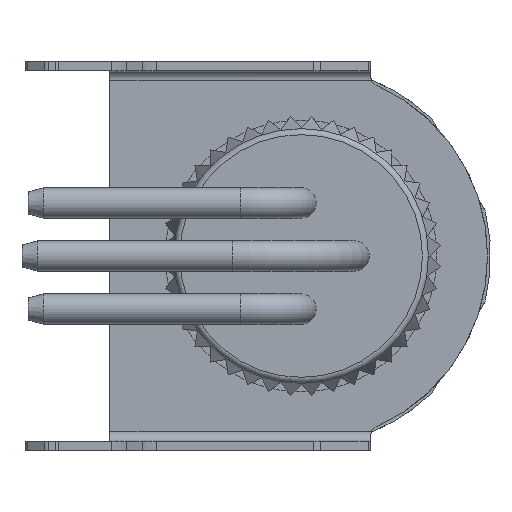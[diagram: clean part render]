
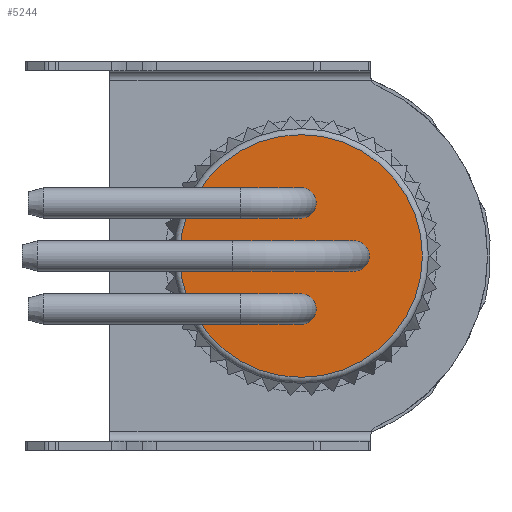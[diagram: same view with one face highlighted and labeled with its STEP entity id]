
A CAD part, front view. The second image highlights one B-rep face of the part: STEP entity #5244.
In plain terms, the highlighted planar face has unit normal (0, -1, 0).
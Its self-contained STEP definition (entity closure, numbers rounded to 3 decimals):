
#331=PLANE('',#6472);
#972=EDGE_LOOP('',(#3239));
#973=EDGE_LOOP('',(#3240));
#974=EDGE_LOOP('',(#3241));
#975=EDGE_LOOP('',(#3242));
#3239=ORIENTED_EDGE('',*,*,#4555,.T.);
#3240=ORIENTED_EDGE('',*,*,#4554,.T.);
#3241=ORIENTED_EDGE('',*,*,#4553,.T.);
#3242=ORIENTED_EDGE('',*,*,#4556,.F.);
#4553=EDGE_CURVE('',#5922,#5922,#5018,.T.);
#4554=EDGE_CURVE('',#5923,#5923,#5019,.T.);
#4555=EDGE_CURVE('',#5924,#5924,#5020,.T.);
#4556=EDGE_CURVE('',#5925,#5925,#5021,.T.);
#5018=CIRCLE('',#6465,0.5);
#5019=CIRCLE('',#6467,0.5);
#5020=CIRCLE('',#6469,0.5);
#5021=CIRCLE('',#6471,4.);
#5244=ADVANCED_FACE('',(#5445,#5446,#5447,#5448),#331,.F.);
#5445=FACE_BOUND('',#972,.T.);
#5446=FACE_BOUND('',#973,.T.);
#5447=FACE_BOUND('',#974,.T.);
#5448=FACE_BOUND('',#975,.T.);
#5922=VERTEX_POINT('',#9612);
#5923=VERTEX_POINT('',#9615);
#5924=VERTEX_POINT('',#9618);
#5925=VERTEX_POINT('',#9621);
#6465=AXIS2_PLACEMENT_3D('',#9611,#7814,#7815);
#6467=AXIS2_PLACEMENT_3D('',#9614,#7818,#7819);
#6469=AXIS2_PLACEMENT_3D('',#9617,#7822,#7823);
#6471=AXIS2_PLACEMENT_3D('',#9620,#7826,#7827);
#6472=AXIS2_PLACEMENT_3D('',#9622,#7828,#7829);
#7814=DIRECTION('',(0.,1.,0.));
#7815=DIRECTION('',(0.,0.,1.));
#7818=DIRECTION('',(0.,1.,0.));
#7819=DIRECTION('',(0.,0.,1.));
#7822=DIRECTION('',(0.,1.,0.));
#7823=DIRECTION('',(0.,0.,1.));
#7826=DIRECTION('',(0.,1.,0.));
#7827=DIRECTION('',(0.,0.,1.));
#7828=DIRECTION('',(0.,1.,0.));
#7829=DIRECTION('',(0.,0.,1.));
#9611=CARTESIAN_POINT('',(23.732,-32.507,-97.852));
#9612=CARTESIAN_POINT('',(23.732,-32.507,-97.352));
#9614=CARTESIAN_POINT('',(25.482,-32.507,-96.102));
#9615=CARTESIAN_POINT('',(25.482,-32.507,-95.602));
#9617=CARTESIAN_POINT('',(23.732,-32.507,-94.352));
#9618=CARTESIAN_POINT('',(23.732,-32.507,-93.852));
#9620=CARTESIAN_POINT('',(23.732,-32.507,-96.102));
#9621=CARTESIAN_POINT('',(23.732,-32.507,-92.102));
#9622=CARTESIAN_POINT('',(27.332,-32.507,-96.102));
